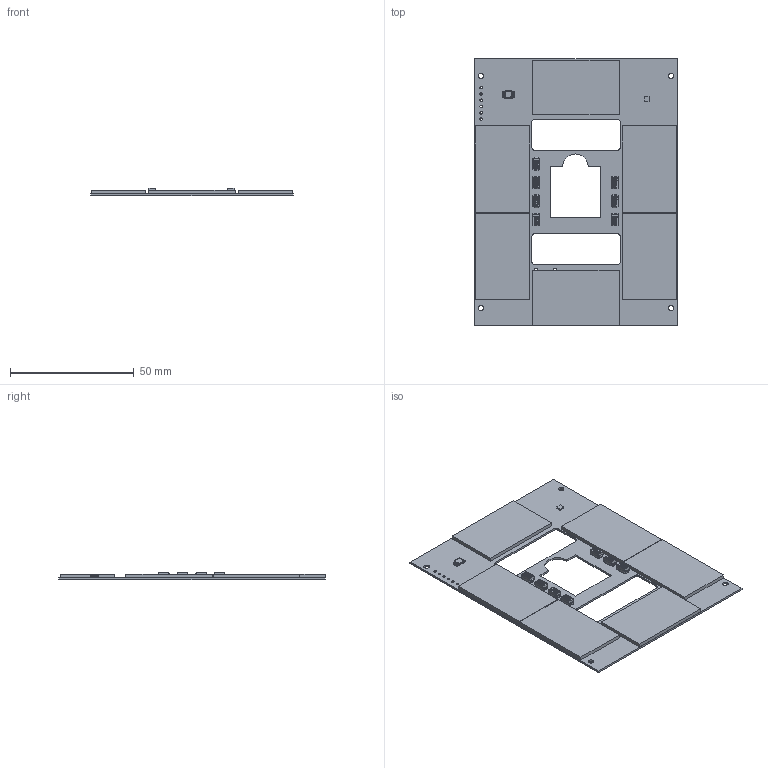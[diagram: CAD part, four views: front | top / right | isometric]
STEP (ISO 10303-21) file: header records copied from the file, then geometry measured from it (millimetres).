
FILE_DESCRIPTION(('KiCad electronic assembly'),'2;1');
FILE_NAME('X_Y_Panels.step','2023-01-23T17:31:39',('Pcbnew'),('Kicad'), 'Open CASCADE STEP processor 7.6','KiCad to STEP converter','Unknown' );
FILE_SCHEMA(('AUTOMOTIVE_DESIGN { 1 0 10303 214 1 1 1 1 }'));
Length unit declared in the file: millimetre
Products named in the file (10): X_Y_Panels 1; SM101K07TF v3; SOLID; OPT3001DNPT; COMPOUND; SMA (DO-214AC); DRV8830DGQ; X_Y_Panels PCB
Assembly tree (20 placements, depth 3):
  X_Y_Panels 1
    SM101K07TF v3  x6
      SOLID
    OPT3001DNPT
      COMPOUND
    SMA (DO-214AC)  x7
      SOLID
    DRV8830DGQ
      COMPOUND
    X_Y_Panels PCB
Bounding box: 82 x 108 x 3.15 mm (x, y, z)
Volume: 13085.3 mm3; surface area: 26330.6 mm2
Topology: 40 solids, 40 shells, 2054 faces, 5273 edges, 3334 vertices
Faces by surface type: bspline 2002, cylinder 33, plane 19
Full cylindrical faces by diameter (mm): 1 x6, 1.3 x2, 2 x12, 2.2 x4
Entity records: 44935 total; most frequent: CARTESIAN_POINT 19989, B_SPLINE_CURVE_WITH_KNOTS 4227, ORIENTED_EDGE 3366, PCURVE 3366, DEFINITIONAL_REPRESENTATION 3366, EDGE_CURVE 1683, SURFACE_CURVE 1659, VERTEX_POINT 1098
